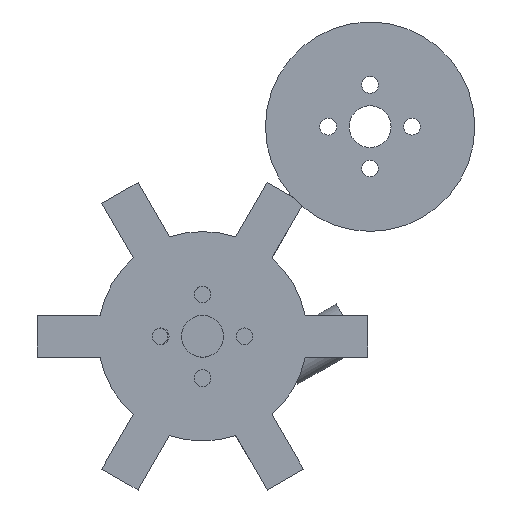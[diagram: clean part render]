
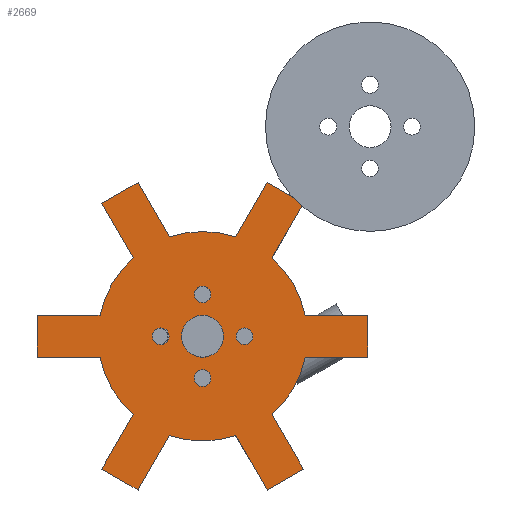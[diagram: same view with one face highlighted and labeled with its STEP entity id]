
A CAD part, top view. The second image highlights one B-rep face of the part: STEP entity #2669.
In plain terms, the highlighted planar face has unit normal (0, 0, 1).
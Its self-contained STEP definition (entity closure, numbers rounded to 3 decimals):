
#148=FACE_BOUND('',#517,.T.);
#149=FACE_BOUND('',#518,.T.);
#150=FACE_BOUND('',#519,.T.);
#151=FACE_BOUND('',#520,.T.);
#152=FACE_BOUND('',#521,.T.);
#232=PLANE('',#3125);
#346=FACE_OUTER_BOUND('',#516,.T.);
#516=EDGE_LOOP('',(#2017,#2018,#2019,#2020,#2021,#2022,#2023,#2024,#2025,
#2026,#2027,#2028,#2029,#2030,#2031,#2032,#2033,#2034,#2035,#2036,#2037,
#2038,#2039,#2040));
#517=EDGE_LOOP('',(#2041));
#518=EDGE_LOOP('',(#2042));
#519=EDGE_LOOP('',(#2043));
#520=EDGE_LOOP('',(#2044));
#521=EDGE_LOOP('',(#2045));
#714=LINE('',#4303,#938);
#718=LINE('',#4311,#942);
#721=LINE('',#4317,#945);
#725=LINE('',#4329,#949);
#728=LINE('',#4335,#952);
#731=LINE('',#4341,#955);
#735=LINE('',#4353,#959);
#738=LINE('',#4359,#962);
#741=LINE('',#4365,#965);
#745=LINE('',#4377,#969);
#748=LINE('',#4383,#972);
#751=LINE('',#4389,#975);
#755=LINE('',#4401,#979);
#758=LINE('',#4407,#982);
#761=LINE('',#4413,#985);
#765=LINE('',#4425,#989);
#768=LINE('',#4431,#992);
#771=LINE('',#4437,#995);
#938=VECTOR('',#3458,10.);
#942=VECTOR('',#3464,10.);
#945=VECTOR('',#3469,10.);
#949=VECTOR('',#3481,10.);
#952=VECTOR('',#3486,10.);
#955=VECTOR('',#3491,10.);
#959=VECTOR('',#3503,10.);
#962=VECTOR('',#3508,10.);
#965=VECTOR('',#3513,10.);
#969=VECTOR('',#3525,10.);
#972=VECTOR('',#3530,10.);
#975=VECTOR('',#3535,10.);
#979=VECTOR('',#3547,10.);
#982=VECTOR('',#3552,10.);
#985=VECTOR('',#3557,10.);
#989=VECTOR('',#3569,10.);
#992=VECTOR('',#3574,10.);
#995=VECTOR('',#3579,10.);
#1164=CIRCLE('',#3076,5.);
#1166=CIRCLE('',#3079,2.);
#1168=CIRCLE('',#3082,2.);
#1170=CIRCLE('',#3085,2.);
#1172=CIRCLE('',#3088,2.);
#1173=CIRCLE('',#3093,25.);
#1175=CIRCLE('',#3099,25.);
#1177=CIRCLE('',#3105,25.);
#1179=CIRCLE('',#3111,25.);
#1181=CIRCLE('',#3117,25.);
#1183=CIRCLE('',#3123,25.);
#1292=VERTEX_POINT('',#4273);
#1294=VERTEX_POINT('',#4279);
#1296=VERTEX_POINT('',#4285);
#1298=VERTEX_POINT('',#4291);
#1300=VERTEX_POINT('',#4297);
#1301=VERTEX_POINT('',#4301);
#1302=VERTEX_POINT('',#4302);
#1305=VERTEX_POINT('',#4310);
#1307=VERTEX_POINT('',#4316);
#1309=VERTEX_POINT('',#4322);
#1311=VERTEX_POINT('',#4328);
#1313=VERTEX_POINT('',#4334);
#1315=VERTEX_POINT('',#4340);
#1317=VERTEX_POINT('',#4346);
#1319=VERTEX_POINT('',#4352);
#1321=VERTEX_POINT('',#4358);
#1323=VERTEX_POINT('',#4364);
#1325=VERTEX_POINT('',#4370);
#1327=VERTEX_POINT('',#4376);
#1329=VERTEX_POINT('',#4382);
#1331=VERTEX_POINT('',#4388);
#1333=VERTEX_POINT('',#4394);
#1335=VERTEX_POINT('',#4400);
#1337=VERTEX_POINT('',#4406);
#1339=VERTEX_POINT('',#4412);
#1341=VERTEX_POINT('',#4418);
#1343=VERTEX_POINT('',#4424);
#1345=VERTEX_POINT('',#4430);
#1347=VERTEX_POINT('',#4436);
#1533=EDGE_CURVE('',#1292,#1292,#1164,.T.);
#1536=EDGE_CURVE('',#1294,#1294,#1166,.T.);
#1539=EDGE_CURVE('',#1296,#1296,#1168,.T.);
#1542=EDGE_CURVE('',#1298,#1298,#1170,.T.);
#1545=EDGE_CURVE('',#1300,#1300,#1172,.T.);
#1546=EDGE_CURVE('',#1301,#1302,#714,.T.);
#1550=EDGE_CURVE('',#1302,#1305,#718,.T.);
#1553=EDGE_CURVE('',#1305,#1307,#721,.T.);
#1556=EDGE_CURVE('',#1307,#1309,#1173,.T.);
#1559=EDGE_CURVE('',#1309,#1311,#725,.T.);
#1562=EDGE_CURVE('',#1311,#1313,#728,.T.);
#1565=EDGE_CURVE('',#1313,#1315,#731,.T.);
#1568=EDGE_CURVE('',#1315,#1317,#1175,.T.);
#1571=EDGE_CURVE('',#1317,#1319,#735,.T.);
#1574=EDGE_CURVE('',#1319,#1321,#738,.T.);
#1577=EDGE_CURVE('',#1321,#1323,#741,.T.);
#1580=EDGE_CURVE('',#1323,#1325,#1177,.T.);
#1583=EDGE_CURVE('',#1325,#1327,#745,.T.);
#1586=EDGE_CURVE('',#1327,#1329,#748,.T.);
#1589=EDGE_CURVE('',#1329,#1331,#751,.T.);
#1592=EDGE_CURVE('',#1331,#1333,#1179,.T.);
#1595=EDGE_CURVE('',#1333,#1335,#755,.T.);
#1598=EDGE_CURVE('',#1335,#1337,#758,.T.);
#1601=EDGE_CURVE('',#1337,#1339,#761,.T.);
#1604=EDGE_CURVE('',#1339,#1341,#1181,.T.);
#1607=EDGE_CURVE('',#1341,#1343,#765,.T.);
#1610=EDGE_CURVE('',#1343,#1345,#768,.T.);
#1613=EDGE_CURVE('',#1345,#1347,#771,.T.);
#1616=EDGE_CURVE('',#1347,#1301,#1183,.T.);
#2017=ORIENTED_EDGE('',*,*,#1616,.T.);
#2018=ORIENTED_EDGE('',*,*,#1546,.T.);
#2019=ORIENTED_EDGE('',*,*,#1550,.T.);
#2020=ORIENTED_EDGE('',*,*,#1553,.T.);
#2021=ORIENTED_EDGE('',*,*,#1556,.T.);
#2022=ORIENTED_EDGE('',*,*,#1559,.T.);
#2023=ORIENTED_EDGE('',*,*,#1562,.T.);
#2024=ORIENTED_EDGE('',*,*,#1565,.T.);
#2025=ORIENTED_EDGE('',*,*,#1568,.T.);
#2026=ORIENTED_EDGE('',*,*,#1571,.T.);
#2027=ORIENTED_EDGE('',*,*,#1574,.T.);
#2028=ORIENTED_EDGE('',*,*,#1577,.T.);
#2029=ORIENTED_EDGE('',*,*,#1580,.T.);
#2030=ORIENTED_EDGE('',*,*,#1583,.T.);
#2031=ORIENTED_EDGE('',*,*,#1586,.T.);
#2032=ORIENTED_EDGE('',*,*,#1589,.T.);
#2033=ORIENTED_EDGE('',*,*,#1592,.T.);
#2034=ORIENTED_EDGE('',*,*,#1595,.T.);
#2035=ORIENTED_EDGE('',*,*,#1598,.T.);
#2036=ORIENTED_EDGE('',*,*,#1601,.T.);
#2037=ORIENTED_EDGE('',*,*,#1604,.T.);
#2038=ORIENTED_EDGE('',*,*,#1607,.T.);
#2039=ORIENTED_EDGE('',*,*,#1610,.T.);
#2040=ORIENTED_EDGE('',*,*,#1613,.T.);
#2041=ORIENTED_EDGE('',*,*,#1545,.T.);
#2042=ORIENTED_EDGE('',*,*,#1542,.T.);
#2043=ORIENTED_EDGE('',*,*,#1539,.T.);
#2044=ORIENTED_EDGE('',*,*,#1536,.T.);
#2045=ORIENTED_EDGE('',*,*,#1533,.T.);
#2669=ADVANCED_FACE('',(#346,#148,#149,#150,#151,#152),#232,.T.);
#3076=AXIS2_PLACEMENT_3D('',#4275,#3426,#3427);
#3079=AXIS2_PLACEMENT_3D('',#4281,#3433,#3434);
#3082=AXIS2_PLACEMENT_3D('',#4287,#3440,#3441);
#3085=AXIS2_PLACEMENT_3D('',#4293,#3447,#3448);
#3088=AXIS2_PLACEMENT_3D('',#4299,#3454,#3455);
#3093=AXIS2_PLACEMENT_3D('',#4323,#3474,#3475);
#3099=AXIS2_PLACEMENT_3D('',#4347,#3496,#3497);
#3105=AXIS2_PLACEMENT_3D('',#4371,#3518,#3519);
#3111=AXIS2_PLACEMENT_3D('',#4395,#3540,#3541);
#3117=AXIS2_PLACEMENT_3D('',#4419,#3562,#3563);
#3123=AXIS2_PLACEMENT_3D('',#4442,#3584,#3585);
#3125=AXIS2_PLACEMENT_3D('',#4444,#3588,#3589);
#3426=DIRECTION('center_axis',(0.,0.,-1.));
#3427=DIRECTION('ref_axis',(1.,0.,0.));
#3433=DIRECTION('center_axis',(0.,0.,-1.));
#3434=DIRECTION('ref_axis',(1.,0.,0.));
#3440=DIRECTION('center_axis',(0.,0.,-1.));
#3441=DIRECTION('ref_axis',(1.,0.,0.));
#3447=DIRECTION('center_axis',(0.,0.,-1.));
#3448=DIRECTION('ref_axis',(1.,0.,0.));
#3454=DIRECTION('center_axis',(0.,0.,-1.));
#3455=DIRECTION('ref_axis',(1.,0.,0.));
#3458=DIRECTION('',(-0.5,-0.866,0.));
#3464=DIRECTION('',(0.866,-0.5,0.));
#3469=DIRECTION('',(0.5,0.866,0.));
#3474=DIRECTION('center_axis',(0.,0.,1.));
#3475=DIRECTION('ref_axis',(-0.317,-0.949,0.));
#3481=DIRECTION('',(0.5,-0.866,0.));
#3486=DIRECTION('',(0.866,0.5,0.));
#3491=DIRECTION('',(-0.5,0.866,0.));
#3496=DIRECTION('center_axis',(0.,0.,1.));
#3497=DIRECTION('ref_axis',(0.663,-0.749,0.));
#3503=DIRECTION('',(1.,0.,0.));
#3508=DIRECTION('',(0.,1.,0.));
#3513=DIRECTION('',(-1.,0.,0.));
#3518=DIRECTION('center_axis',(0.,0.,1.));
#3519=DIRECTION('ref_axis',(0.98,0.2,0.));
#3525=DIRECTION('',(0.5,0.866,0.));
#3530=DIRECTION('',(-0.866,0.5,0.));
#3535=DIRECTION('',(-0.5,-0.866,0.));
#3540=DIRECTION('center_axis',(0.,0.,1.));
#3541=DIRECTION('ref_axis',(0.317,0.949,0.));
#3547=DIRECTION('',(-0.5,0.866,0.));
#3552=DIRECTION('',(-0.866,-0.5,0.));
#3557=DIRECTION('',(0.5,-0.866,0.));
#3562=DIRECTION('center_axis',(0.,0.,1.));
#3563=DIRECTION('ref_axis',(-0.663,0.749,0.));
#3569=DIRECTION('',(-1.,0.,0.));
#3574=DIRECTION('',(0.,-1.,0.));
#3579=DIRECTION('',(1.,0.,0.));
#3584=DIRECTION('center_axis',(0.,0.,1.));
#3585=DIRECTION('ref_axis',(-0.98,-0.2,0.));
#3588=DIRECTION('center_axis',(0.,0.,1.));
#3589=DIRECTION('ref_axis',(1.,0.,0.));
#4273=CARTESIAN_POINT('',(-5.,0.,0.));
#4275=CARTESIAN_POINT('Origin',(0.,0.,0.));
#4279=CARTESIAN_POINT('',(-12.,0.,0.));
#4281=CARTESIAN_POINT('Origin',(-10.,0.,0.));
#4285=CARTESIAN_POINT('',(-2.,-10.,0.));
#4287=CARTESIAN_POINT('Origin',(0.,-10.,0.));
#4291=CARTESIAN_POINT('',(-2.,10.,0.));
#4293=CARTESIAN_POINT('Origin',(0.,10.,0.));
#4297=CARTESIAN_POINT('',(8.,0.,0.));
#4299=CARTESIAN_POINT('Origin',(10.,0.,0.));
#4301=CARTESIAN_POINT('',(-16.578,-18.713,0.));
#4302=CARTESIAN_POINT('',(-24.078,-31.704,0.));
#4303=CARTESIAN_POINT('',(-16.578,-18.713,0.));
#4310=CARTESIAN_POINT('',(-15.417,-36.704,0.));
#4311=CARTESIAN_POINT('',(-24.078,-31.704,0.));
#4316=CARTESIAN_POINT('',(-7.917,-23.713,0.));
#4317=CARTESIAN_POINT('',(-15.417,-36.704,0.));
#4322=CARTESIAN_POINT('',(7.917,-23.713,0.));
#4323=CARTESIAN_POINT('Origin',(0.,0.,0.));
#4328=CARTESIAN_POINT('',(15.417,-36.704,0.));
#4329=CARTESIAN_POINT('',(7.917,-23.713,0.));
#4334=CARTESIAN_POINT('',(24.078,-31.704,0.));
#4335=CARTESIAN_POINT('',(15.417,-36.704,0.));
#4340=CARTESIAN_POINT('',(16.578,-18.713,0.));
#4341=CARTESIAN_POINT('',(24.078,-31.704,0.));
#4346=CARTESIAN_POINT('',(24.495,-5.,0.));
#4347=CARTESIAN_POINT('Origin',(0.,0.,0.));
#4352=CARTESIAN_POINT('',(39.495,-5.,0.));
#4353=CARTESIAN_POINT('',(24.495,-5.,0.));
#4358=CARTESIAN_POINT('',(39.495,5.,0.));
#4359=CARTESIAN_POINT('',(39.495,-5.,0.));
#4364=CARTESIAN_POINT('',(24.495,5.,0.));
#4365=CARTESIAN_POINT('',(39.495,5.,0.));
#4370=CARTESIAN_POINT('',(16.578,18.713,0.));
#4371=CARTESIAN_POINT('Origin',(0.,0.,0.));
#4376=CARTESIAN_POINT('',(24.078,31.704,0.));
#4377=CARTESIAN_POINT('',(16.578,18.713,0.));
#4382=CARTESIAN_POINT('',(15.417,36.704,0.));
#4383=CARTESIAN_POINT('',(24.078,31.704,0.));
#4388=CARTESIAN_POINT('',(7.917,23.713,0.));
#4389=CARTESIAN_POINT('',(15.417,36.704,0.));
#4394=CARTESIAN_POINT('',(-7.917,23.713,0.));
#4395=CARTESIAN_POINT('Origin',(0.,0.,0.));
#4400=CARTESIAN_POINT('',(-15.417,36.704,0.));
#4401=CARTESIAN_POINT('',(-7.917,23.713,0.));
#4406=CARTESIAN_POINT('',(-24.078,31.704,0.));
#4407=CARTESIAN_POINT('',(-15.417,36.704,0.));
#4412=CARTESIAN_POINT('',(-16.578,18.713,0.));
#4413=CARTESIAN_POINT('',(-24.078,31.704,0.));
#4418=CARTESIAN_POINT('',(-24.495,5.,0.));
#4419=CARTESIAN_POINT('Origin',(0.,0.,0.));
#4424=CARTESIAN_POINT('',(-39.495,5.,0.));
#4425=CARTESIAN_POINT('',(-24.495,5.,0.));
#4430=CARTESIAN_POINT('',(-39.495,-5.,0.));
#4431=CARTESIAN_POINT('',(-39.495,5.,0.));
#4436=CARTESIAN_POINT('',(-24.495,-5.,0.));
#4437=CARTESIAN_POINT('',(-39.495,-5.,0.));
#4442=CARTESIAN_POINT('Origin',(0.,0.,0.));
#4444=CARTESIAN_POINT('Origin',(0.,0.,0.));
